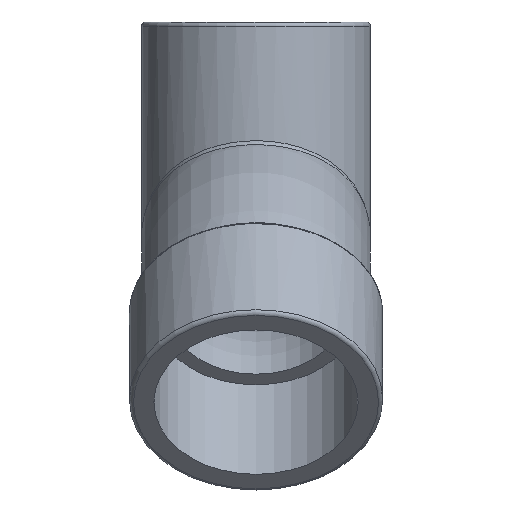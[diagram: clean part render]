
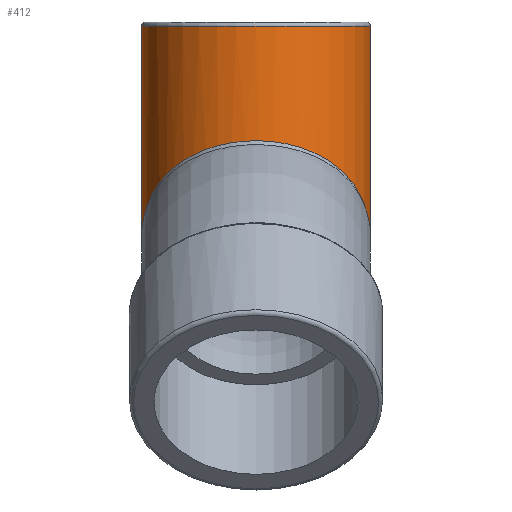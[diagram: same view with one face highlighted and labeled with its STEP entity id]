
A CAD part, left-side view. The second image highlights one B-rep face of the part: STEP entity #412.
In plain terms, the highlighted cylindrical face has radius 28 mm (diameter 56 mm), a full revolution.
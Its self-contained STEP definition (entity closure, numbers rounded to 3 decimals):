
#36=LINE('',#1994,#43);
#43=VECTOR('',#547,28.);
#50=CYLINDRICAL_SURFACE('',#469,28.);
#71=FACE_OUTER_BOUND('',#100,.T.);
#100=EDGE_LOOP('',(#334,#335,#336,#337,#338,#339,#340));
#129=B_SPLINE_CURVE_WITH_KNOTS('',3,(#1683,#1684,#1685,#1686,#1687,#1688,
#1689,#1690,#1691,#1692,#1693,#1694,#1695,#1696,#1697,#1698,#1699,#1700,
#1701,#1702,#1703,#1704,#1705,#1706,#1707,#1708,#1709,#1710,#1711,#1712,
#1713,#1714,#1715,#1716,#1717),.UNSPECIFIED.,.F.,.F.,(4,2,1,1,1,1,1,1,1,
1,1,1,1,1,1,1,1,1,1,1,1,1,1,1,1,1,1,1,1,2,4),(-10.541,-10.539,
-10.012,-9.485,-8.958,-8.431,
-8.168,-7.904,-7.641,-7.377,
-6.85,-6.323,-6.06,-5.796,
-5.533,-5.269,-5.006,-4.742,
-4.479,-4.216,-3.689,-3.162,-2.898,
-2.635,-2.371,-2.108,-1.581,
-1.054,-0.527,0.,0.003),
 .UNSPECIFIED.);
#131=B_SPLINE_CURVE_WITH_KNOTS('',3,(#1894,#1895,#1896,#1897,#1898,#1899,
#1900,#1901,#1902,#1903,#1904,#1905,#1906,#1907,#1908,#1909,#1910,#1911,
#1912),.UNSPECIFIED.,.F.,.F.,(4,2,1,1,1,1,1,1,1,1,1,1,1,1,1,4),(-10.541,
-10.539,-10.012,-9.485,-8.958,
-8.431,-8.168,-7.904,-7.641,
-7.377,-6.85,-6.323,-6.06,
-5.796,-5.533,-5.27),.UNSPECIFIED.);
#132=B_SPLINE_CURVE_WITH_KNOTS('',3,(#1913,#1914,#1915,#1916,#1917,#1918,
#1919,#1920,#1921,#1922,#1923,#1924,#1925,#1926,#1927,#1928,#1929,#1930,
#1931,#1932),.UNSPECIFIED.,.F.,.F.,(4,1,1,1,1,1,1,1,1,1,1,1,1,1,1,2,4),
(-5.27,-5.269,-5.006,-4.742,
-4.479,-4.216,-3.689,-3.162,
-2.898,-2.635,-2.371,-2.108,
-1.581,-1.054,-0.527,0.,0.003),
 .UNSPECIFIED.);
#157=CIRCLE('',#465,28.);
#158=CIRCLE('',#466,28.);
#184=VERTEX_POINT('',#1681);
#185=VERTEX_POINT('',#1682);
#186=VERTEX_POINT('',#1893);
#192=VERTEX_POINT('',#1985);
#193=VERTEX_POINT('',#1987);
#232=EDGE_CURVE('',#184,#185,#129,.T.);
#234=EDGE_CURVE('',#185,#186,#131,.T.);
#235=EDGE_CURVE('',#186,#184,#132,.T.);
#245=EDGE_CURVE('',#192,#193,#157,.T.);
#246=EDGE_CURVE('',#193,#192,#158,.T.);
#248=EDGE_CURVE('',#186,#193,#36,.T.);
#334=ORIENTED_EDGE('',*,*,#234,.F.);
#335=ORIENTED_EDGE('',*,*,#232,.F.);
#336=ORIENTED_EDGE('',*,*,#235,.F.);
#337=ORIENTED_EDGE('',*,*,#248,.T.);
#338=ORIENTED_EDGE('',*,*,#245,.F.);
#339=ORIENTED_EDGE('',*,*,#246,.F.);
#340=ORIENTED_EDGE('',*,*,#248,.F.);
#412=ADVANCED_FACE('',(#71),#50,.T.);
#465=AXIS2_PLACEMENT_3D('',#1988,#537,#538);
#466=AXIS2_PLACEMENT_3D('',#1989,#539,#540);
#469=AXIS2_PLACEMENT_3D('',#1993,#545,#546);
#537=DIRECTION('center_axis',(0.,0.,1.));
#538=DIRECTION('ref_axis',(1.,0.,0.));
#539=DIRECTION('center_axis',(0.,0.,1.));
#540=DIRECTION('ref_axis',(1.,0.,0.));
#545=DIRECTION('center_axis',(0.,0.,-1.));
#546=DIRECTION('ref_axis',(-1.,0.,0.));
#547=DIRECTION('',(0.,0.,1.));
#1681=CARTESIAN_POINT('',(0.,-28.,0.));
#1682=CARTESIAN_POINT('',(0.,28.,0.));
#1683=CARTESIAN_POINT('Ctrl Pts',(0.,-28.,0.));
#1684=CARTESIAN_POINT('Ctrl Pts',(-0.006,-28.,0.006));
#1685=CARTESIAN_POINT('Ctrl Pts',(-0.012,-28.,
0.012));
#1686=CARTESIAN_POINT('Ctrl Pts',(-1.217,-27.999,1.26));
#1687=CARTESIAN_POINT('Ctrl Pts',(-3.663,-27.843,3.716));
#1688=CARTESIAN_POINT('Ctrl Pts',(-7.382,-27.101,7.248));
#1689=CARTESIAN_POINT('Ctrl Pts',(-11.109,-25.807,10.612));
#1690=CARTESIAN_POINT('Ctrl Pts',(-14.162,-24.226,13.244));
#1691=CARTESIAN_POINT('Ctrl Pts',(-16.499,-22.656,15.2));
#1692=CARTESIAN_POINT('Ctrl Pts',(-18.208,-21.309,16.604));
#1693=CARTESIAN_POINT('Ctrl Pts',(-19.844,-19.797,17.924));
#1694=CARTESIAN_POINT('Ctrl Pts',(-21.897,-17.566,19.554));
#1695=CARTESIAN_POINT('Ctrl Pts',(-24.173,-14.401,21.32));
#1696=CARTESIAN_POINT('Ctrl Pts',(-25.967,-10.702,22.681));
#1697=CARTESIAN_POINT('Ctrl Pts',(-26.999,-7.558,23.455));
#1698=CARTESIAN_POINT('Ctrl Pts',(-27.573,-5.089,23.883));
#1699=CARTESIAN_POINT('Ctrl Pts',(-27.923,-2.55,24.142));
#1700=CARTESIAN_POINT('Ctrl Pts',(-28.039,0.002,
24.229));
#1701=CARTESIAN_POINT('Ctrl Pts',(-27.922,2.551,24.142));
#1702=CARTESIAN_POINT('Ctrl Pts',(-27.574,5.089,23.883));
#1703=CARTESIAN_POINT('Ctrl Pts',(-26.998,7.561,23.454));
#1704=CARTESIAN_POINT('Ctrl Pts',(-25.966,10.705,22.68));
#1705=CARTESIAN_POINT('Ctrl Pts',(-24.173,14.4,21.321));
#1706=CARTESIAN_POINT('Ctrl Pts',(-21.894,17.57,19.551));
#1707=CARTESIAN_POINT('Ctrl Pts',(-19.844,19.797,17.923));
#1708=CARTESIAN_POINT('Ctrl Pts',(-18.208,21.31,16.604));
#1709=CARTESIAN_POINT('Ctrl Pts',(-16.498,22.657,15.199));
#1710=CARTESIAN_POINT('Ctrl Pts',(-14.158,24.228,13.241));
#1711=CARTESIAN_POINT('Ctrl Pts',(-11.109,25.807,10.612));
#1712=CARTESIAN_POINT('Ctrl Pts',(-7.381,27.102,7.247));
#1713=CARTESIAN_POINT('Ctrl Pts',(-3.663,27.842,3.716));
#1714=CARTESIAN_POINT('Ctrl Pts',(-1.217,27.999,1.26));
#1715=CARTESIAN_POINT('Ctrl Pts',(-0.012,28.,
0.012));
#1716=CARTESIAN_POINT('Ctrl Pts',(-0.006,28.,0.006));
#1717=CARTESIAN_POINT('Ctrl Pts',(0.,28.,0.));
#1893=CARTESIAN_POINT('',(28.,0.,24.2));
#1894=CARTESIAN_POINT('Ctrl Pts',(0.,28.,0.));
#1895=CARTESIAN_POINT('Ctrl Pts',(0.006,28.,0.006));
#1896=CARTESIAN_POINT('Ctrl Pts',(0.012,28.,0.012));
#1897=CARTESIAN_POINT('Ctrl Pts',(1.217,27.999,1.26));
#1898=CARTESIAN_POINT('Ctrl Pts',(3.663,27.843,3.716));
#1899=CARTESIAN_POINT('Ctrl Pts',(7.382,27.101,7.248));
#1900=CARTESIAN_POINT('Ctrl Pts',(11.109,25.807,10.612));
#1901=CARTESIAN_POINT('Ctrl Pts',(14.162,24.226,13.244));
#1902=CARTESIAN_POINT('Ctrl Pts',(16.499,22.656,15.2));
#1903=CARTESIAN_POINT('Ctrl Pts',(18.208,21.309,16.604));
#1904=CARTESIAN_POINT('Ctrl Pts',(19.844,19.797,17.924));
#1905=CARTESIAN_POINT('Ctrl Pts',(21.897,17.566,19.554));
#1906=CARTESIAN_POINT('Ctrl Pts',(24.173,14.401,21.32));
#1907=CARTESIAN_POINT('Ctrl Pts',(25.967,10.702,22.681));
#1908=CARTESIAN_POINT('Ctrl Pts',(26.999,7.558,23.455));
#1909=CARTESIAN_POINT('Ctrl Pts',(27.573,5.089,23.883));
#1910=CARTESIAN_POINT('Ctrl Pts',(27.923,2.55,24.142));
#1911=CARTESIAN_POINT('Ctrl Pts',(28.,0.85,24.2));
#1912=CARTESIAN_POINT('Ctrl Pts',(28.,0.,
24.2));
#1913=CARTESIAN_POINT('Ctrl Pts',(28.,0.,
24.2));
#1914=CARTESIAN_POINT('Ctrl Pts',(28.,0.,
24.2));
#1915=CARTESIAN_POINT('Ctrl Pts',(28.,-0.851,24.2));
#1916=CARTESIAN_POINT('Ctrl Pts',(27.922,-2.551,24.142));
#1917=CARTESIAN_POINT('Ctrl Pts',(27.574,-5.089,23.883));
#1918=CARTESIAN_POINT('Ctrl Pts',(26.998,-7.561,23.454));
#1919=CARTESIAN_POINT('Ctrl Pts',(25.966,-10.705,22.68));
#1920=CARTESIAN_POINT('Ctrl Pts',(24.173,-14.4,21.321));
#1921=CARTESIAN_POINT('Ctrl Pts',(21.894,-17.57,19.551));
#1922=CARTESIAN_POINT('Ctrl Pts',(19.844,-19.797,17.923));
#1923=CARTESIAN_POINT('Ctrl Pts',(18.208,-21.31,16.604));
#1924=CARTESIAN_POINT('Ctrl Pts',(16.498,-22.657,15.199));
#1925=CARTESIAN_POINT('Ctrl Pts',(14.158,-24.228,13.241));
#1926=CARTESIAN_POINT('Ctrl Pts',(11.109,-25.807,10.612));
#1927=CARTESIAN_POINT('Ctrl Pts',(7.381,-27.102,7.247));
#1928=CARTESIAN_POINT('Ctrl Pts',(3.663,-27.842,3.716));
#1929=CARTESIAN_POINT('Ctrl Pts',(1.217,-27.999,1.26));
#1930=CARTESIAN_POINT('Ctrl Pts',(0.012,-28.,
0.012));
#1931=CARTESIAN_POINT('Ctrl Pts',(0.006,-28.,0.006));
#1932=CARTESIAN_POINT('Ctrl Pts',(0.,-28.,0.));
#1985=CARTESIAN_POINT('',(-28.,0.,52.267));
#1987=CARTESIAN_POINT('',(28.,0.,52.267));
#1988=CARTESIAN_POINT('Origin',(0.,0.,52.267));
#1989=CARTESIAN_POINT('Origin',(0.,0.,52.267));
#1993=CARTESIAN_POINT('Origin',(0.,0.,22.267));
#1994=CARTESIAN_POINT('',(28.,0.,22.267));
